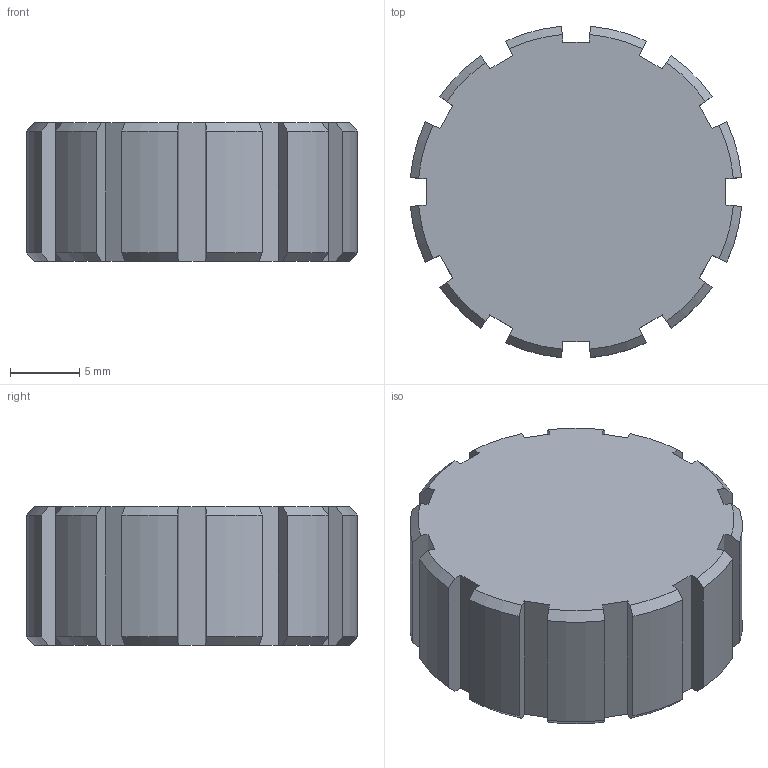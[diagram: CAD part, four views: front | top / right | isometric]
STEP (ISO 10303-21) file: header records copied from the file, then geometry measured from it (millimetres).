
FILE_DESCRIPTION(('FreeCAD Model'),'2;1');
FILE_NAME('Open CASCADE Shape Model','2023-10-13T14:31:26',(''),(''), 'Open CASCADE STEP processor 7.5','FreeCAD','Unknown');
FILE_SCHEMA(('AUTOMOTIVE_DESIGN { 1 0 10303 214 1 1 1 1 }'));
Length unit declared in the file: millimetre
Products named in the file (1): Body
Bounding box: 23.91 x 23.91 x 10 mm (x, y, z)
Volume: 3960.8 mm3; surface area: 1982.6 mm2
Topology: 1 solids, 1 shells, 78 faces, 222 edges, 148 vertices
Faces by surface type: plane 40, cone 24, cylinder 14
Full cylindrical faces by diameter (mm): 5.8 x1, 7 x1
Entity records: 2560 total; most frequent: CARTESIAN_POINT 449, ORIENTED_EDGE 444, DIRECTION 432, EDGE_CURVE 222, LINE 170, VECTOR 170, VERTEX_POINT 148, AXIS2_PLACEMENT_3D 131
